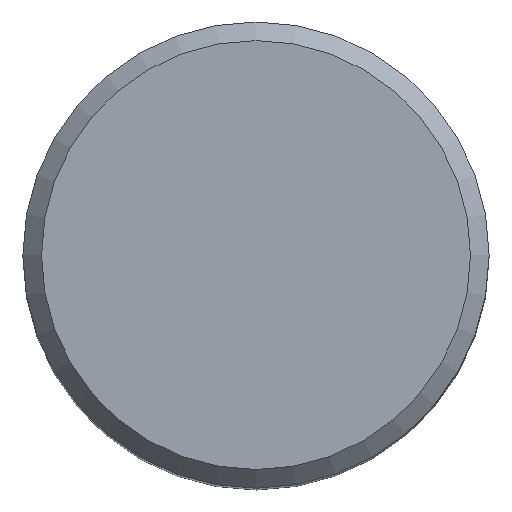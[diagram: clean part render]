
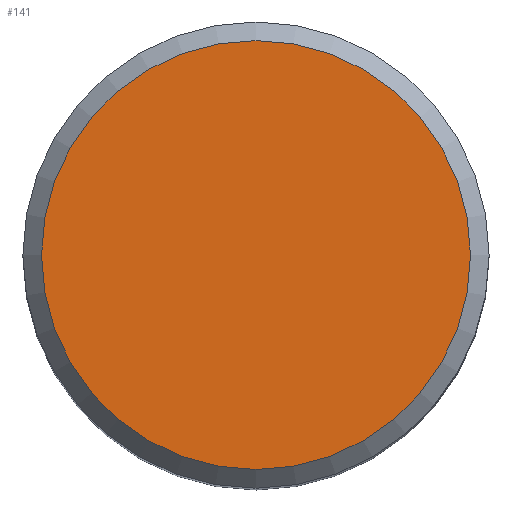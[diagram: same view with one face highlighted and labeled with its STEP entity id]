
A CAD part, top view. The second image highlights one B-rep face of the part: STEP entity #141.
In plain terms, the highlighted planar face has unit normal (0, 0, 1).
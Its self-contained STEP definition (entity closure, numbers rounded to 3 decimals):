
#141=ADVANCED_FACE('',(#157),#153,.F.);
#153=PLANE('',#234);
#157=FACE_OUTER_BOUND('',#161,.T.);
#161=EDGE_LOOP('',(#181));
#181=ORIENTED_EDGE('',*,*,#211,.T.);
#201=VERTEX_POINT('',#304);
#211=EDGE_CURVE('',#201,#201,#221,.T.);
#221=CIRCLE('',#233,11.5);
#233=AXIS2_PLACEMENT_3D('',#303,#259,#260);
#234=AXIS2_PLACEMENT_3D('',#305,#261,#262);
#259=DIRECTION('',(0.,0.,1.));
#260=DIRECTION('',(0.,-1.,0.));
#261=DIRECTION('',(0.,0.,-1.));
#262=DIRECTION('',(0.,1.,0.));
#303=CARTESIAN_POINT('',(0.,0.,0.));
#304=CARTESIAN_POINT('',(0.,-11.5,0.));
#305=CARTESIAN_POINT('',(-11.5,0.,0.));
